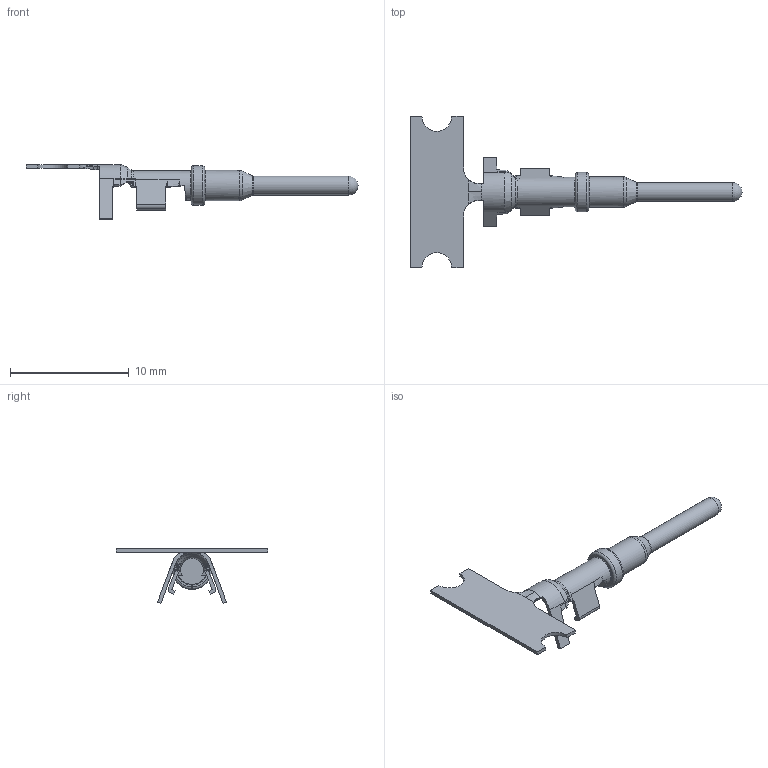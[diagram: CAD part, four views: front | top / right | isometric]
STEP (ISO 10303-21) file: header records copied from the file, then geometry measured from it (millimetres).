
FILE_DESCRIPTION((''),'2;1');
FILE_NAME('14-16-2','2016-01-07T',('orion.li'),(''),'PRO/ENGINEER BY PARAMETRIC TECHNOLOGY CORPORATION, 2013230','PRO/ENGINEER BY PARAMETRIC TECHNOLOGY CORPORATION, 2013230','');
FILE_SCHEMA(('CONFIG_CONTROL_DESIGN'));
Length unit declared in the file: millimetre
Products named in the file (1): 14-16-2
Bounding box: 27.92 x 12.7 x 4.6 mm (x, y, z)
Volume: 78.7 mm3; surface area: 330.3 mm2
Topology: 1 solids, 1 shells, 322 faces, 833 edges, 519 vertices
Faces by surface type: plane 147, bspline 139, torus 15, cylinder 15, cone 4, sphere 2
Entity records: 12892 total; most frequent: CARTESIAN_POINT 5988, ORIENTED_EDGE 1660, DIRECTION 988, EDGE_CURVE 830, VERTEX_POINT 519, VECTOR 492, LINE 492, EDGE_LOOP 331
